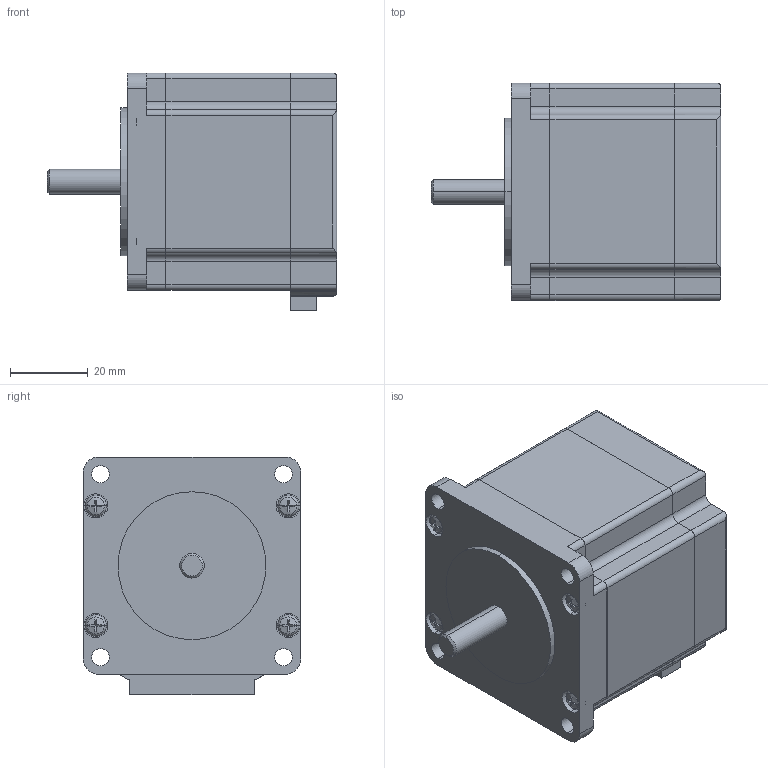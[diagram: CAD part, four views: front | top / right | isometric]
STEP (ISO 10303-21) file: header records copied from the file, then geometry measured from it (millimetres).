
FILE_DESCRIPTION(('starvars output'),'2;1');
FILE_NAME('kh56km2.stp','11:04:31 2014/09/17',( 'Thomas Industrial Network Germany GmbH'),( 'Thomas Industrial Network Germany GmbH'),'unknown preprocess','ACIS' ,'unknown authorization');
FILE_SCHEMA(('AUTOMOTIVE_DESIGN_CC2 {UNKNOWN IMPLEMENTATION LEVEL}'));
Length unit declared in the file: millimetre
Products named in the file (1): PRODUCT_ID_17
Bounding box: 74.6 x 56 x 61.3 mm (x, y, z)
Volume: 157607.2 mm3; surface area: 19486.5 mm2
Topology: 1 solids, 1 shells, 203 faces, 526 edges, 338 vertices
Faces by surface type: plane 107, cylinder 70, cone 10, bspline 8, torus 8
Entity records: 7876 total; most frequent: CARTESIAN_POINT 1490, ORIENTED_EDGE 1052, DIRECTION 878, EDGE_CURVE 526, VERTEX_POINT 338, AXIS2_PLACEMENT_3D 298, VECTOR 282, LINE 282
